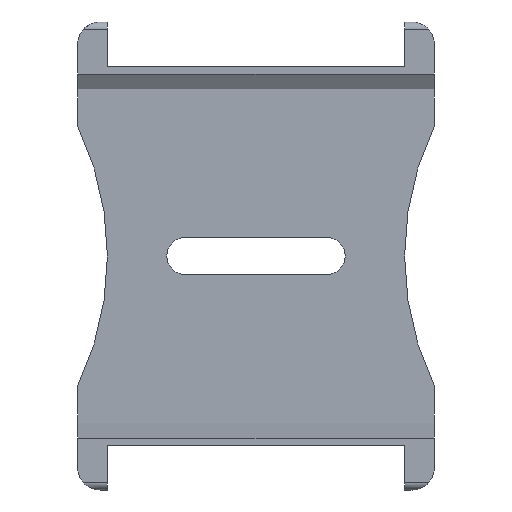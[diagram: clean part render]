
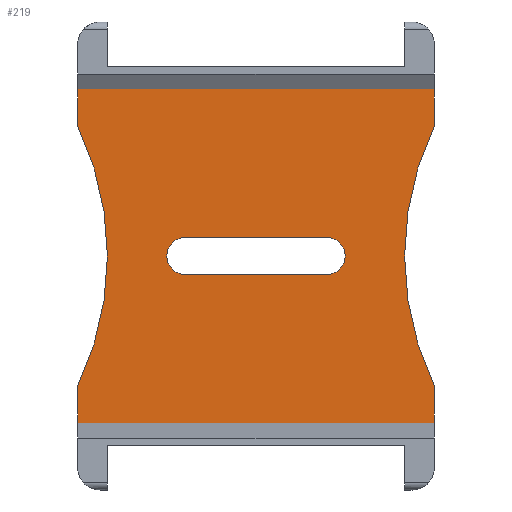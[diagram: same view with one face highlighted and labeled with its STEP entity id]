
A CAD part, front view. The second image highlights one B-rep face of the part: STEP entity #219.
In plain terms, the highlighted planar face has unit normal (0, -1, 0).
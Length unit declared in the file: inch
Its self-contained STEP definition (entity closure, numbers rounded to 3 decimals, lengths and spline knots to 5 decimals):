
#2 = DIRECTION ( 'NONE',  ( 0., 0., -1. ) ) ;
#12 = LINE ( 'NONE', #1147, #1269 ) ;
#28 = DIRECTION ( 'NONE',  ( 0., 1., 0. ) ) ;
#41 = DIRECTION ( 'NONE',  ( 1., 0., 0. ) ) ;
#45 = EDGE_CURVE ( 'NONE', #792, #698, #775, .T. ) ;
#59 = CARTESIAN_POINT ( 'NONE',  ( -0.47244, 0.14764, 0.34322 ) ) ;
#68 = VERTEX_POINT ( 'NONE', #846 ) ;
#76 = LINE ( 'NONE', #1584, #564 ) ;
#106 = VERTEX_POINT ( 'NONE', #398 ) ;
#107 = VECTOR ( 'NONE', #1389, 39.37008 ) ;
#109 = CARTESIAN_POINT ( 'NONE',  ( -0.18701, 0.14764, 0. ) ) ;
#140 = CARTESIAN_POINT ( 'NONE',  ( 0.47244, 0.14764, 0.44291 ) ) ;
#152 = CARTESIAN_POINT ( 'NONE',  ( 0.3937, 0.14764, 0. ) ) ;
#156 = DIRECTION ( 'NONE',  ( 1., 0., 0. ) ) ;
#160 = ORIENTED_EDGE ( 'NONE', *, *, #383, .T. ) ;
#175 = CARTESIAN_POINT ( 'NONE',  ( -0.47244, 0.14764, -0.34322 ) ) ;
#176 = ORIENTED_EDGE ( 'NONE', *, *, #625, .T. ) ;
#193 = VECTOR ( 'NONE', #1245, 39.37008 ) ;
#197 = VERTEX_POINT ( 'NONE', #546 ) ;
#207 = VERTEX_POINT ( 'NONE', #59 ) ;
#219 = ADVANCED_FACE ( 'NONE', ( #957, #693 ), #1201, .T. ) ;
#233 = VECTOR ( 'NONE', #750, 39.37008 ) ;
#251 = CARTESIAN_POINT ( 'NONE',  ( 0.18701, 0.14764, 0.04921 ) ) ;
#252 = DIRECTION ( 'NONE',  ( 1., 0., 0. ) ) ;
#257 = ORIENTED_EDGE ( 'NONE', *, *, #1499, .T. ) ;
#258 = AXIS2_PLACEMENT_3D ( 'NONE', #1415, #1268, #2 ) ;
#261 = VECTOR ( 'NONE', #791, 39.37008 ) ;
#283 = CARTESIAN_POINT ( 'NONE',  ( -0.18701, 0.14764, 0.04921 ) ) ;
#285 = CARTESIAN_POINT ( 'NONE',  ( 0.47244, 0.14764, -0.44291 ) ) ;
#304 = AXIS2_PLACEMENT_3D ( 'NONE', #109, #1592, #1400 ) ;
#359 = VERTEX_POINT ( 'NONE', #1493 ) ;
#380 = ORIENTED_EDGE ( 'NONE', *, *, #1432, .T. ) ;
#383 = EDGE_CURVE ( 'NONE', #1227, #792, #898, .T. ) ;
#398 = CARTESIAN_POINT ( 'NONE',  ( 0.47244, 0.14764, 0.44291 ) ) ;
#428 = VERTEX_POINT ( 'NONE', #1427 ) ;
#471 = VERTEX_POINT ( 'NONE', #175 ) ;
#476 = DIRECTION ( 'NONE',  ( 0., 1., 0. ) ) ;
#481 = LINE ( 'NONE', #858, #193 ) ;
#491 = ORIENTED_EDGE ( 'NONE', *, *, #1547, .T. ) ;
#519 = CARTESIAN_POINT ( 'NONE',  ( 1.1811, 0.14764, 0. ) ) ;
#527 = EDGE_CURVE ( 'NONE', #207, #197, #1109, .T. ) ;
#540 = AXIS2_PLACEMENT_3D ( 'NONE', #1609, #476, #252 ) ;
#546 = CARTESIAN_POINT ( 'NONE',  ( -0.3937, 0.14764, 0. ) ) ;
#555 = DIRECTION ( 'NONE',  ( 0., 0., 1. ) ) ;
#564 = VECTOR ( 'NONE', #555, 39.37008 ) ;
#595 = CARTESIAN_POINT ( 'NONE',  ( -0.18701, 0.14764, -0.04921 ) ) ;
#618 = CARTESIAN_POINT ( 'NONE',  ( 0.23622, 0.14764, -0.04921 ) ) ;
#623 = DIRECTION ( 'NONE',  ( 1., 0., 0. ) ) ;
#625 = EDGE_CURVE ( 'NONE', #698, #428, #1164, .T. ) ;
#647 = EDGE_CURVE ( 'NONE', #471, #958, #12, .T. ) ;
#683 = ORIENTED_EDGE ( 'NONE', *, *, #1362, .T. ) ;
#693 = FACE_OUTER_BOUND ( 'NONE', #1449, .T. ) ;
#698 = VERTEX_POINT ( 'NONE', #251 ) ;
#711 = VERTEX_POINT ( 'NONE', #152 ) ;
#723 = DIRECTION ( 'NONE',  ( 0., 1., 0. ) ) ;
#724 = AXIS2_PLACEMENT_3D ( 'NONE', #519, #28, #623 ) ;
#750 = DIRECTION ( 'NONE',  ( -1., 0., 0. ) ) ;
#757 = AXIS2_PLACEMENT_3D ( 'NONE', #849, #723, #1114 ) ;
#761 = AXIS2_PLACEMENT_3D ( 'NONE', #910, #1289, #156 ) ;
#765 = EDGE_CURVE ( 'NONE', #359, #711, #1294, .T. ) ;
#775 = LINE ( 'NONE', #1166, #1453 ) ;
#779 = VERTEX_POINT ( 'NONE', #1545 ) ;
#791 = DIRECTION ( 'NONE',  ( -1., 0., 0. ) ) ;
#792 = VERTEX_POINT ( 'NONE', #283 ) ;
#807 = AXIS2_PLACEMENT_3D ( 'NONE', #821, #1457, #811 ) ;
#811 = DIRECTION ( 'NONE',  ( 0., 0., -1. ) ) ;
#821 = CARTESIAN_POINT ( 'NONE',  ( 0.47244, 0.14764, 0. ) ) ;
#842 = EDGE_CURVE ( 'NONE', #779, #359, #76, .T. ) ;
#846 = CARTESIAN_POINT ( 'NONE',  ( 0.47244, 0.14764, 0.34322 ) ) ;
#849 = CARTESIAN_POINT ( 'NONE',  ( -1.1811, 0.14764, 0. ) ) ;
#850 = CARTESIAN_POINT ( 'NONE',  ( 0.47244, 0.14764, -0.44291 ) ) ;
#858 = CARTESIAN_POINT ( 'NONE',  ( -0.47244, 0.14764, -0.44291 ) ) ;
#873 = VERTEX_POINT ( 'NONE', #943 ) ;
#882 = ORIENTED_EDGE ( 'NONE', *, *, #842, .T. ) ;
#888 = ORIENTED_EDGE ( 'NONE', *, *, #647, .T. ) ;
#898 = CIRCLE ( 'NONE', #304, 0.04921 ) ;
#910 = CARTESIAN_POINT ( 'NONE',  ( 1.1811, 0.14764, 0. ) ) ;
#939 = ORIENTED_EDGE ( 'NONE', *, *, #1000, .F. ) ;
#943 = CARTESIAN_POINT ( 'NONE',  ( -0.47244, 0.14764, 0.44291 ) ) ;
#950 = ORIENTED_EDGE ( 'NONE', *, *, #527, .T. ) ;
#957 = FACE_BOUND ( 'NONE', #1018, .T. ) ;
#958 = VERTEX_POINT ( 'NONE', #1438 ) ;
#989 = ORIENTED_EDGE ( 'NONE', *, *, #765, .T. ) ;
#999 = LINE ( 'NONE', #140, #233 ) ;
#1000 = EDGE_CURVE ( 'NONE', #779, #958, #1426, .T. ) ;
#1018 = EDGE_LOOP ( 'NONE', ( #1387, #176, #380, #160 ) ) ;
#1109 = CIRCLE ( 'NONE', #757, 0.7874 ) ;
#1114 = DIRECTION ( 'NONE',  ( 1., 0., 0. ) ) ;
#1129 = LINE ( 'NONE', #850, #107 ) ;
#1137 = DIRECTION ( 'NONE',  ( 0., 0., -1. ) ) ;
#1147 = CARTESIAN_POINT ( 'NONE',  ( -0.47244, 0.14764, -0.44291 ) ) ;
#1164 = CIRCLE ( 'NONE', #258, 0.04921 ) ;
#1166 = CARTESIAN_POINT ( 'NONE',  ( 0.23622, 0.14764, 0.04921 ) ) ;
#1168 = CIRCLE ( 'NONE', #540, 0.7874 ) ;
#1201 = PLANE ( 'NONE',  #807 ) ;
#1227 = VERTEX_POINT ( 'NONE', #595 ) ;
#1245 = DIRECTION ( 'NONE',  ( 0., 0., -1. ) ) ;
#1260 = EDGE_CURVE ( 'NONE', #106, #873, #999, .T. ) ;
#1268 = DIRECTION ( 'NONE',  ( 0., 1., 0. ) ) ;
#1269 = VECTOR ( 'NONE', #1137, 39.37008 ) ;
#1273 = LINE ( 'NONE', #618, #1481 ) ;
#1289 = DIRECTION ( 'NONE',  ( 0., 1., 0. ) ) ;
#1294 = CIRCLE ( 'NONE', #724, 0.7874 ) ;
#1362 = EDGE_CURVE ( 'NONE', #873, #207, #481, .T. ) ;
#1387 = ORIENTED_EDGE ( 'NONE', *, *, #45, .T. ) ;
#1389 = DIRECTION ( 'NONE',  ( 0., 0., 1. ) ) ;
#1400 = DIRECTION ( 'NONE',  ( 0., 0., 1. ) ) ;
#1414 = ORIENTED_EDGE ( 'NONE', *, *, #1260, .T. ) ;
#1415 = CARTESIAN_POINT ( 'NONE',  ( 0.18701, 0.14764, 0. ) ) ;
#1426 = LINE ( 'NONE', #285, #261 ) ;
#1427 = CARTESIAN_POINT ( 'NONE',  ( 0.18701, 0.14764, -0.04921 ) ) ;
#1432 = EDGE_CURVE ( 'NONE', #428, #1227, #1273, .T. ) ;
#1438 = CARTESIAN_POINT ( 'NONE',  ( -0.47244, 0.14764, -0.44291 ) ) ;
#1449 = EDGE_LOOP ( 'NONE', ( #989, #257, #1564, #1414, #683, #950, #491, #888, #939, #882 ) ) ;
#1453 = VECTOR ( 'NONE', #41, 39.37008 ) ;
#1457 = DIRECTION ( 'NONE',  ( 0., -1., 0. ) ) ;
#1481 = VECTOR ( 'NONE', #1515, 39.37008 ) ;
#1493 = CARTESIAN_POINT ( 'NONE',  ( 0.47244, 0.14764, -0.34322 ) ) ;
#1499 = EDGE_CURVE ( 'NONE', #711, #68, #1534, .T. ) ;
#1515 = DIRECTION ( 'NONE',  ( -1., 0., 0. ) ) ;
#1522 = EDGE_CURVE ( 'NONE', #68, #106, #1129, .T. ) ;
#1534 = CIRCLE ( 'NONE', #761, 0.7874 ) ;
#1545 = CARTESIAN_POINT ( 'NONE',  ( 0.47244, 0.14764, -0.44291 ) ) ;
#1547 = EDGE_CURVE ( 'NONE', #197, #471, #1168, .T. ) ;
#1564 = ORIENTED_EDGE ( 'NONE', *, *, #1522, .T. ) ;
#1584 = CARTESIAN_POINT ( 'NONE',  ( 0.47244, 0.14764, -0.44291 ) ) ;
#1592 = DIRECTION ( 'NONE',  ( 0., 1., 0. ) ) ;
#1609 = CARTESIAN_POINT ( 'NONE',  ( -1.1811, 0.14764, 0. ) ) ;
